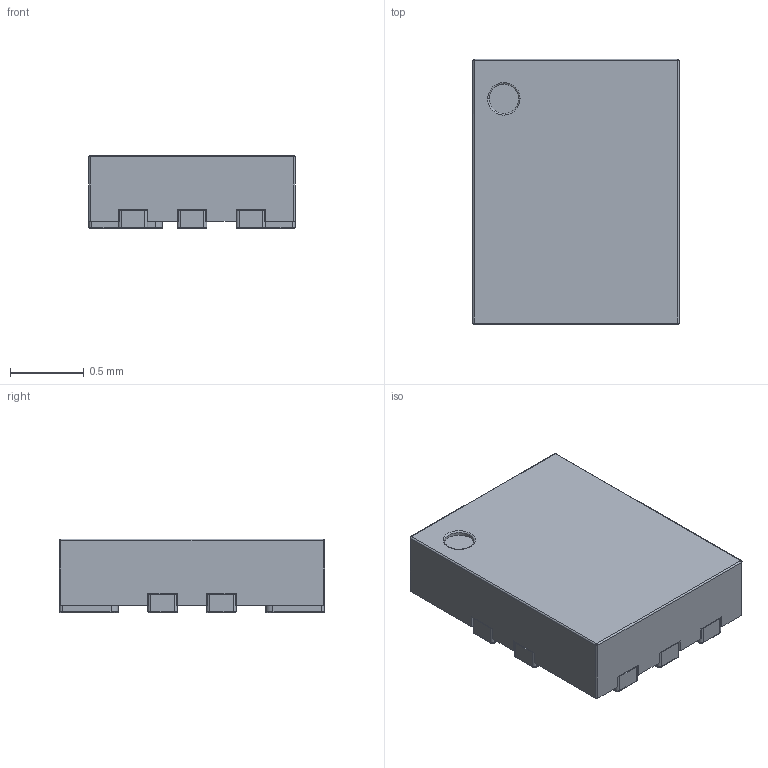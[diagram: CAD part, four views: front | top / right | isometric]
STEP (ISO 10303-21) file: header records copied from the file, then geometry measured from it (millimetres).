
FILE_DESCRIPTION(('FreeCAD Model'),'2;1');
FILE_NAME('Open CASCADE Shape Model','2025-11-23T22:44:10',(''),(''), 'Open CASCADE STEP processor 7.8','FreeCAD','Unknown');
FILE_SCHEMA(('AUTOMOTIVE_DESIGN { 1 0 10303 214 1 1 1 1 }'));
Length unit declared in the file: millimetre
Products named in the file (1): BODY
Bounding box: 1.4 x 1.8 x 0.5 mm (x, y, z)
Volume: 1.2 mm3; surface area: 11.5 mm2
Topology: 11 solids, 11 shells, 329 faces, 2476 edges, 7098 vertices
Faces by surface type: cylinder 169, plane 109, bspline 31, torus 13, revolution 7
Entity records: 32248 total; most frequent: CARTESIAN_POINT 10982, DIRECTION 3972, GEOMETRIC_CURVE_SET 1649, ORIENTED_EDGE 1640, TRIMMED_CURVE 1640, AXIS2_PLACEMENT_3D 1342, LINE 1281, VECTOR 1281
